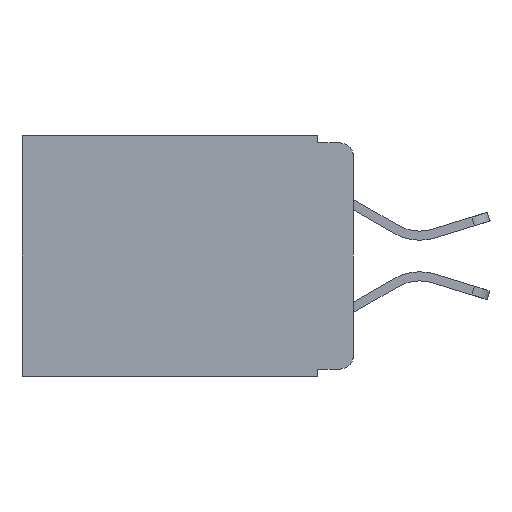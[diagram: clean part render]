
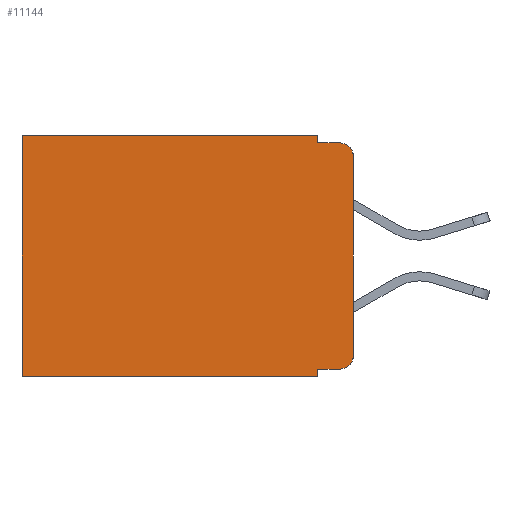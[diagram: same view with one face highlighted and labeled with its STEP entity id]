
A CAD part, left-side view. The second image highlights one B-rep face of the part: STEP entity #11144.
In plain terms, the highlighted planar face has unit normal (-1, 0, 0).
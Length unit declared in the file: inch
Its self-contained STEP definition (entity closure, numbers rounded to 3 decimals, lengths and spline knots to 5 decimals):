
#150 = ORIENTED_EDGE ( 'NONE', *, *, #643, .F. ) ;
#314 = VERTEX_POINT ( 'NONE', #13767 ) ;
#340 = CARTESIAN_POINT ( 'NONE',  ( 0.298, 0., -0.313 ) ) ;
#344 = LINE ( 'NONE', #14091, #16737 ) ;
#623 = CIRCLE ( 'NONE', #11037, 0.02 ) ;
#643 = EDGE_CURVE ( 'NONE', #5199, #1191, #13490, .T. ) ;
#982 = FACE_OUTER_BOUND ( 'NONE', #17385, .T. ) ;
#1191 = VERTEX_POINT ( 'NONE', #5619 ) ;
#1238 = LINE ( 'NONE', #18303, #12612 ) ;
#1543 = VERTEX_POINT ( 'NONE', #19133 ) ;
#1651 = EDGE_CURVE ( 'NONE', #1543, #6197, #623, .T. ) ;
#1658 = ORIENTED_EDGE ( 'NONE', *, *, #13673, .F. ) ;
#1662 = LINE ( 'NONE', #16465, #17518 ) ;
#2149 = DIRECTION ( 'NONE',  ( 0., 1., 0. ) ) ;
#2608 = CARTESIAN_POINT ( 'NONE',  ( 0.298, 0.02, -0.03 ) ) ;
#3019 = VECTOR ( 'NONE', #19514, 39.37008 ) ;
#3055 = PLANE ( 'NONE',  #19874 ) ;
#4360 = DIRECTION ( 'NONE',  ( 0., 0., -1. ) ) ;
#4361 = EDGE_CURVE ( 'NONE', #314, #12360, #11809, .T. ) ;
#5199 = VERTEX_POINT ( 'NONE', #12327 ) ;
#5399 = VECTOR ( 'NONE', #2149, 39.37008 ) ;
#5585 = DIRECTION ( 'NONE',  ( 0., 0., -1. ) ) ;
#5619 = CARTESIAN_POINT ( 'NONE',  ( 0.298, 0.473, -0.343 ) ) ;
#6132 = VECTOR ( 'NONE', #10429, 39.37008 ) ;
#6197 = VERTEX_POINT ( 'NONE', #10964 ) ;
#6217 = CARTESIAN_POINT ( 'NONE',  ( 0.298, 0., 0. ) ) ;
#6276 = VERTEX_POINT ( 'NONE', #340 ) ;
#6621 = ORIENTED_EDGE ( 'NONE', *, *, #1651, .T. ) ;
#7185 = CARTESIAN_POINT ( 'NONE',  ( 0.298, 0.051, -0.333 ) ) ;
#7412 = LINE ( 'NONE', #15878, #14549 ) ;
#7594 = EDGE_CURVE ( 'NONE', #9647, #11434, #7412, .T. ) ;
#7737 = DIRECTION ( 'NONE',  ( 0., 0., -1. ) ) ;
#9004 = VERTEX_POINT ( 'NONE', #10007 ) ;
#9216 = ORIENTED_EDGE ( 'NONE', *, *, #15071, .T. ) ;
#9236 = ORIENTED_EDGE ( 'NONE', *, *, #11006, .F. ) ;
#9251 = CARTESIAN_POINT ( 'NONE',  ( 0.298, 0.02, -0.313 ) ) ;
#9647 = VERTEX_POINT ( 'NONE', #7185 ) ;
#9962 = DIRECTION ( 'NONE',  ( -1., 0., 0. ) ) ;
#10007 = CARTESIAN_POINT ( 'NONE',  ( 0.298, 0.051, -0.01 ) ) ;
#10167 = LINE ( 'NONE', #11953, #6132 ) ;
#10429 = DIRECTION ( 'NONE',  ( 0., 0., -1. ) ) ;
#10781 = DIRECTION ( 'NONE',  ( 0., 0., -1. ) ) ;
#10964 = CARTESIAN_POINT ( 'NONE',  ( 0.298, 0.02, -0.01 ) ) ;
#11006 = EDGE_CURVE ( 'NONE', #9004, #6197, #15242, .T. ) ;
#11037 = AXIS2_PLACEMENT_3D ( 'NONE', #2608, #9962, #5585 ) ;
#11144 = ADVANCED_FACE ( 'NONE', ( #982 ), #3055, .F. ) ;
#11434 = VERTEX_POINT ( 'NONE', #19884 ) ;
#11809 = LINE ( 'NONE', #19295, #19377 ) ;
#11953 = CARTESIAN_POINT ( 'NONE',  ( 0.298, 0.473, 0. ) ) ;
#12024 = EDGE_CURVE ( 'NONE', #1543, #6276, #1238, .T. ) ;
#12327 = CARTESIAN_POINT ( 'NONE',  ( 0.298, 0.051, -0.343 ) ) ;
#12360 = VERTEX_POINT ( 'NONE', #16111 ) ;
#12612 = VECTOR ( 'NONE', #15279, 39.37008 ) ;
#12631 = CARTESIAN_POINT ( 'NONE',  ( 0.298, 0., -0.343 ) ) ;
#12821 = DIRECTION ( 'NONE',  ( 0., -1., 0. ) ) ;
#13490 = LINE ( 'NONE', #12631, #5399 ) ;
#13673 = EDGE_CURVE ( 'NONE', #9647, #5199, #1662, .T. ) ;
#13767 = CARTESIAN_POINT ( 'NONE',  ( 0.298, 0.051, 0. ) ) ;
#13787 = EDGE_CURVE ( 'NONE', #11434, #6276, #15624, .T. ) ;
#14091 = CARTESIAN_POINT ( 'NONE',  ( 0.298, 0.051, 0. ) ) ;
#14549 = VECTOR ( 'NONE', #12821, 39.37008 ) ;
#14680 = ORIENTED_EDGE ( 'NONE', *, *, #4361, .T. ) ;
#15071 = EDGE_CURVE ( 'NONE', #12360, #1191, #10167, .T. ) ;
#15242 = LINE ( 'NONE', #18013, #3019 ) ;
#15279 = DIRECTION ( 'NONE',  ( 0., 0., -1. ) ) ;
#15615 = DIRECTION ( 'NONE',  ( 0., 0., -1. ) ) ;
#15624 = CIRCLE ( 'NONE', #18533, 0.02 ) ;
#15878 = CARTESIAN_POINT ( 'NONE',  ( 0.298, 0.051, -0.333 ) ) ;
#16111 = CARTESIAN_POINT ( 'NONE',  ( 0.298, 0.473, 0. ) ) ;
#16327 = DIRECTION ( 'NONE',  ( 0., 1., 0. ) ) ;
#16454 = EDGE_CURVE ( 'NONE', #314, #9004, #344, .T. ) ;
#16465 = CARTESIAN_POINT ( 'NONE',  ( 0.298, 0.051, 0. ) ) ;
#16737 = VECTOR ( 'NONE', #15615, 39.37008 ) ;
#16816 = DIRECTION ( 'NONE',  ( 1., 0., 0. ) ) ;
#17385 = EDGE_LOOP ( 'NONE', ( #19621, #6621, #9236, #19179, #14680, #9216, #150, #1658, #18449, #19394 ) ) ;
#17518 = VECTOR ( 'NONE', #4360, 39.37008 ) ;
#18013 = CARTESIAN_POINT ( 'NONE',  ( 0.298, 0.051, -0.01 ) ) ;
#18303 = CARTESIAN_POINT ( 'NONE',  ( 0.298, 0., 0. ) ) ;
#18449 = ORIENTED_EDGE ( 'NONE', *, *, #7594, .T. ) ;
#18533 = AXIS2_PLACEMENT_3D ( 'NONE', #9251, #19809, #10781 ) ;
#19133 = CARTESIAN_POINT ( 'NONE',  ( 0.298, 0., -0.03 ) ) ;
#19179 = ORIENTED_EDGE ( 'NONE', *, *, #16454, .F. ) ;
#19295 = CARTESIAN_POINT ( 'NONE',  ( 0.298, 0., 0. ) ) ;
#19377 = VECTOR ( 'NONE', #16327, 39.37008 ) ;
#19394 = ORIENTED_EDGE ( 'NONE', *, *, #13787, .T. ) ;
#19514 = DIRECTION ( 'NONE',  ( 0., -1., 0. ) ) ;
#19621 = ORIENTED_EDGE ( 'NONE', *, *, #12024, .F. ) ;
#19809 = DIRECTION ( 'NONE',  ( -1., 0., 0. ) ) ;
#19874 = AXIS2_PLACEMENT_3D ( 'NONE', #6217, #16816, #7737 ) ;
#19884 = CARTESIAN_POINT ( 'NONE',  ( 0.298, 0.02, -0.333 ) ) ;
